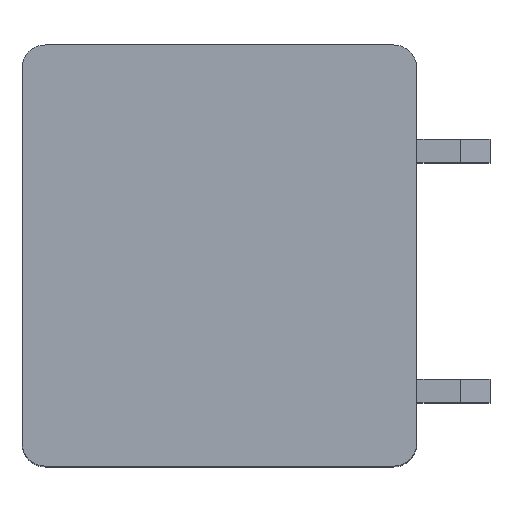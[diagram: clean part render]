
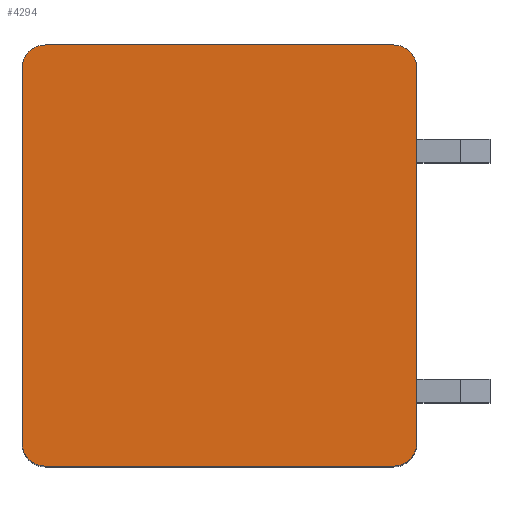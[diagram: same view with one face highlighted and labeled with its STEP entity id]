
A CAD part, top view. The second image highlights one B-rep face of the part: STEP entity #4294.
In plain terms, the highlighted planar face has unit normal (0, 0, 1).
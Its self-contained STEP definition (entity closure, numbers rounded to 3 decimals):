
#511=CARTESIAN_POINT('',(-5.95,6.4,1.75));
#512=DIRECTION('',(0.,0.,1.));
#513=DIRECTION('',(0.,1.,0.));
#514=AXIS2_PLACEMENT_3D('',#511,#512,#513);
#516=DIRECTION('',(-1.,0.,0.));
#517=VECTOR('',#516,11.9);
#518=CARTESIAN_POINT('',(5.95,7.2,1.75));
#519=LINE('',#518,#517);
#520=CARTESIAN_POINT('',(5.95,6.4,1.75));
#521=DIRECTION('',(0.,0.,1.));
#522=DIRECTION('',(1.,0.,0.));
#523=AXIS2_PLACEMENT_3D('',#520,#521,#522);
#525=DIRECTION('',(0.,1.,0.));
#526=VECTOR('',#525,12.8);
#527=CARTESIAN_POINT('',(6.75,-6.4,1.75));
#528=LINE('',#527,#526);
#529=CARTESIAN_POINT('',(5.95,-6.4,1.75));
#530=DIRECTION('',(0.,0.,1.));
#531=DIRECTION('',(0.,-1.,0.));
#532=AXIS2_PLACEMENT_3D('',#529,#530,#531);
#534=DIRECTION('',(1.,0.,0.));
#535=VECTOR('',#534,11.9);
#536=CARTESIAN_POINT('',(-5.95,-7.2,1.75));
#537=LINE('',#536,#535);
#538=CARTESIAN_POINT('',(-5.95,-6.4,1.75));
#539=DIRECTION('',(0.,0.,1.));
#540=DIRECTION('',(-1.,0.,0.));
#541=AXIS2_PLACEMENT_3D('',#538,#539,#540);
#543=DIRECTION('',(0.,-1.,0.));
#544=VECTOR('',#543,12.8);
#545=CARTESIAN_POINT('',(-6.75,6.4,1.75));
#546=LINE('',#545,#544);
#3163=CARTESIAN_POINT('',(-5.95,7.2,1.75));
#3164=VERTEX_POINT('',#3163);
#3165=CARTESIAN_POINT('',(-6.75,6.4,1.75));
#3166=VERTEX_POINT('',#3165);
#3171=CARTESIAN_POINT('',(6.75,6.4,1.75));
#3172=VERTEX_POINT('',#3171);
#3173=CARTESIAN_POINT('',(5.95,7.2,1.75));
#3174=VERTEX_POINT('',#3173);
#3179=CARTESIAN_POINT('',(-6.75,-6.4,1.75));
#3180=VERTEX_POINT('',#3179);
#3181=CARTESIAN_POINT('',(-5.95,-7.2,1.75));
#3182=VERTEX_POINT('',#3181);
#3187=CARTESIAN_POINT('',(5.95,-7.2,1.75));
#3188=VERTEX_POINT('',#3187);
#3189=CARTESIAN_POINT('',(6.75,-6.4,1.75));
#3190=VERTEX_POINT('',#3189);
#4279=CARTESIAN_POINT('',(0.,0.,1.75));
#4280=DIRECTION('',(0.,0.,1.));
#4281=DIRECTION('',(1.,0.,0.));
#4282=AXIS2_PLACEMENT_3D('',#4279,#4280,#4281);
#4283=PLANE('',#4282);
#4284=ORIENTED_EDGE('',*,*,#3935,.F.);
#4285=ORIENTED_EDGE('',*,*,#3951,.F.);
#4286=ORIENTED_EDGE('',*,*,#4104,.F.);
#4287=ORIENTED_EDGE('',*,*,#4119,.F.);
#4288=ORIENTED_EDGE('',*,*,#4232,.F.);
#4289=ORIENTED_EDGE('',*,*,#4245,.F.);
#4290=ORIENTED_EDGE('',*,*,#4260,.F.);
#4291=ORIENTED_EDGE('',*,*,#4272,.F.);
#4292=EDGE_LOOP('',(#4284,#4285,#4286,#4287,#4288,#4289,#4290,#4291));
#4293=FACE_OUTER_BOUND('',#4292,.F.);
#515=CIRCLE('',#514,0.8);
#524=CIRCLE('',#523,0.8);
#533=CIRCLE('',#532,0.8);
#542=CIRCLE('',#541,0.8);
#3935=EDGE_CURVE('',#3164,#3166,#515,.T.);
#3951=EDGE_CURVE('',#3174,#3164,#519,.T.);
#4104=EDGE_CURVE('',#3172,#3174,#524,.T.);
#4119=EDGE_CURVE('',#3190,#3172,#528,.T.);
#4232=EDGE_CURVE('',#3188,#3190,#533,.T.);
#4245=EDGE_CURVE('',#3182,#3188,#537,.T.);
#4260=EDGE_CURVE('',#3180,#3182,#542,.T.);
#4272=EDGE_CURVE('',#3166,#3180,#546,.T.);
#4294=ADVANCED_FACE('',(#4293),#4283,.T.);
